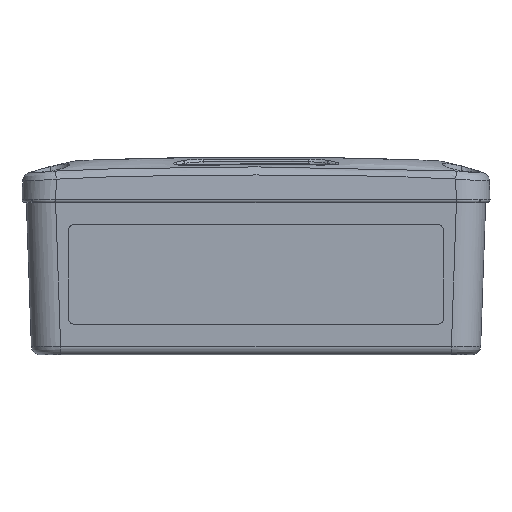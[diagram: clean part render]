
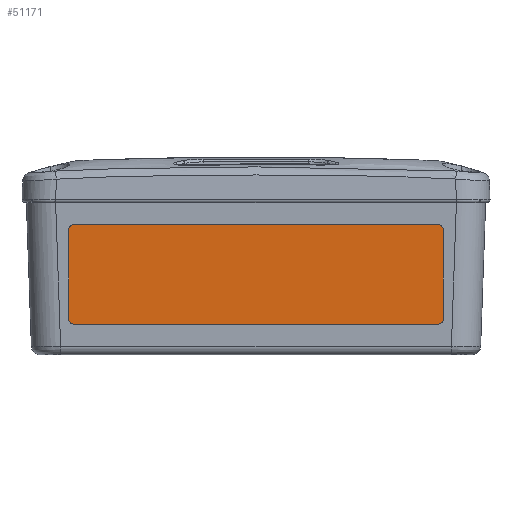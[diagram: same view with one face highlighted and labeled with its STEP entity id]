
A CAD part, left-side view. The second image highlights one B-rep face of the part: STEP entity #51171.
In plain terms, the highlighted planar face has unit normal (-0.999, 0, -0.035).
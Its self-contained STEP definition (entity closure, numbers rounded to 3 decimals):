
#88 = LINE ( 'NONE', #42134, #68593 ) ;
#349 = EDGE_CURVE ( 'NONE', #37240, #9429, #55653, .T. ) ;
#1639 = EDGE_CURVE ( 'NONE', #38145, #71360, #83810, .T. ) ;
#4351 = CARTESIAN_POINT ( 'NONE',  ( 0.183, 70.3, 6.223 ) ) ;
#5868 =( BOUNDED_CURVE ( )  B_SPLINE_CURVE ( 3, ( #76245, #62650, #75943, #56285 ),
 .UNSPECIFIED., .F., .T. ) 
 B_SPLINE_CURVE_WITH_KNOTS ( ( 4, 4 ),
 ( 3.927, 3.927 ),
 .UNSPECIFIED. ) 
 CURVE ( )  GEOMETRIC_REPRESENTATION_ITEM ( )  RATIONAL_B_SPLINE_CURVE ( ( 1., 1., 1., 1. ) ) 
 REPRESENTATION_ITEM ( '' )  );
#9429 = VERTEX_POINT ( 'NONE', #80444 ) ;
#9436 =( BOUNDED_CURVE ( )  B_SPLINE_CURVE ( 3, ( #53018, #53872, #47213, #20213 ),
 .UNSPECIFIED., .F., .F. ) 
 B_SPLINE_CURVE_WITH_KNOTS ( ( 4, 4 ),
 ( 2.82, 4.39 ),
 .UNSPECIFIED. ) 
 CURVE ( )  GEOMETRIC_REPRESENTATION_ITEM ( )  RATIONAL_B_SPLINE_CURVE ( ( 1., 0.805, 0.805, 1. ) ) 
 REPRESENTATION_ITEM ( '' )  );
#11137 = EDGE_CURVE ( 'NONE', #38145, #76314, #34219, .T. ) ;
#12165 = VERTEX_POINT ( 'NONE', #60029 ) ;
#12305 = CARTESIAN_POINT ( 'NONE',  ( 0.218, 7.3, 5.224 ) ) ;
#13352 = DIRECTION ( 'NONE',  ( -0.035, 0., 0.999 ) ) ;
#14076 = EDGE_CURVE ( 'NONE', #73453, #71360, #38404, .T. ) ;
#16576 = CARTESIAN_POINT ( 'NONE',  ( -0.376, 6.714, 22.224 ) ) ;
#17629 = EDGE_CURVE ( 'NONE', #85131, #73453, #5868, .T. ) ;
#20213 = CARTESIAN_POINT ( 'NONE',  ( -0.341, 70.3, 21.224 ) ) ;
#22110 = ORIENTED_EDGE ( 'NONE', *, *, #34902, .F. ) ;
#25259 = VERTEX_POINT ( 'NONE', #70328 ) ;
#26629 = ORIENTED_EDGE ( 'NONE', *, *, #1639, .F. ) ;
#27967 = DIRECTION ( 'NONE',  ( -0.035, 0., 0.999 ) ) ;
#28797 = DIRECTION ( 'NONE',  ( 0., -1., 0. ) ) ;
#29312 = ORIENTED_EDGE ( 'NONE', *, *, #42917, .F. ) ;
#29882 = CARTESIAN_POINT ( 'NONE',  ( 0.183, 70.3, 6.224 ) ) ;
#30255 = CARTESIAN_POINT ( 'NONE',  ( -0.376, 7.299, 22.224 ) ) ;
#30541 = CARTESIAN_POINT ( 'NONE',  ( -0.341, 6.3, 21.224 ) ) ;
#32146 = DIRECTION ( 'NONE',  ( 0., 1., 0. ) ) ;
#34137 =( BOUNDED_CURVE ( )  B_SPLINE_CURVE ( 3, ( #30541, #51092, #16576, #30255 ),
 .UNSPECIFIED., .F., .F. ) 
 B_SPLINE_CURVE_WITH_KNOTS ( ( 4, 4 ),
 ( 1.893, 3.463 ),
 .UNSPECIFIED. ) 
 CURVE ( )  GEOMETRIC_REPRESENTATION_ITEM ( )  RATIONAL_B_SPLINE_CURVE ( ( 1., 0.805, 0.805, 1. ) ) 
 REPRESENTATION_ITEM ( '' )  );
#34219 =( BOUNDED_CURVE ( )  B_SPLINE_CURVE ( 3, ( #74950, #81012, #41317, #34954 ),
 .UNSPECIFIED., .F., .F. ) 
 B_SPLINE_CURVE_WITH_KNOTS ( ( 4, 4 ),
 ( 0.786, 2.357 ),
 .UNSPECIFIED. ) 
 CURVE ( )  GEOMETRIC_REPRESENTATION_ITEM ( )  RATIONAL_B_SPLINE_CURVE ( ( 1., 0.805, 0.805, 1. ) ) 
 REPRESENTATION_ITEM ( '' )  );
#34395 = ORIENTED_EDGE ( 'NONE', *, *, #63985, .T. ) ;
#34642 = ORIENTED_EDGE ( 'NONE', *, *, #11137, .T. ) ;
#34902 = EDGE_CURVE ( 'NONE', #12165, #76314, #64654, .T. ) ;
#34954 = CARTESIAN_POINT ( 'NONE',  ( 0.183, 6.3, 6.224 ) ) ;
#36841 = CARTESIAN_POINT ( 'NONE',  ( 0.218, 69.885, 5.224 ) ) ;
#37240 = VERTEX_POINT ( 'NONE', #71974 ) ;
#38145 = VERTEX_POINT ( 'NONE', #12305 ) ;
#38228 = CARTESIAN_POINT ( 'NONE',  ( 0.183, 6.3, 6.224 ) ) ;
#38404 =( BOUNDED_CURVE ( )  B_SPLINE_CURVE ( 3, ( #4351, #57185, #36841, #57763 ),
 .UNSPECIFIED., .F., .F. ) 
 B_SPLINE_CURVE_WITH_KNOTS ( ( 4, 4 ),
 ( 3.927, 5.498 ),
 .UNSPECIFIED. ) 
 CURVE ( )  GEOMETRIC_REPRESENTATION_ITEM ( )  RATIONAL_B_SPLINE_CURVE ( ( 1., 0.805, 0.805, 1. ) ) 
 REPRESENTATION_ITEM ( '' )  );
#39407 = DIRECTION ( 'NONE',  ( -0.999, 0., -0.035 ) ) ;
#40692 = ORIENTED_EDGE ( 'NONE', *, *, #17629, .T. ) ;
#41317 = CARTESIAN_POINT ( 'NONE',  ( 0.203, 6.3, 5.638 ) ) ;
#41790 = CARTESIAN_POINT ( 'NONE',  ( -0.376, 70.3, 22.224 ) ) ;
#42134 = CARTESIAN_POINT ( 'NONE',  ( 0.183, 70.3, 6.224 ) ) ;
#42917 = EDGE_CURVE ( 'NONE', #85131, #25259, #88, .T. ) ;
#45299 = CARTESIAN_POINT ( 'NONE',  ( 0.218, 69.3, 5.224 ) ) ;
#46711 = CARTESIAN_POINT ( 'NONE',  ( 0.4, 76.6, 0.014 ) ) ;
#47213 = CARTESIAN_POINT ( 'NONE',  ( -0.361, 70.3, 21.81 ) ) ;
#48074 = ORIENTED_EDGE ( 'NONE', *, *, #52822, .T. ) ;
#51092 = CARTESIAN_POINT ( 'NONE',  ( -0.361, 6.3, 21.81 ) ) ;
#51171 = ADVANCED_FACE ( 'NONE', ( #60289 ), #65556, .T. ) ;
#52822 = EDGE_CURVE ( 'NONE', #37240, #25259, #9436, .T. ) ;
#53018 = CARTESIAN_POINT ( 'NONE',  ( -0.376, 69.301, 22.224 ) ) ;
#53872 = CARTESIAN_POINT ( 'NONE',  ( -0.376, 69.886, 22.224 ) ) ;
#55653 = LINE ( 'NONE', #41790, #60830 ) ;
#56285 = CARTESIAN_POINT ( 'NONE',  ( 0.183, 70.3, 6.223 ) ) ;
#56885 = CARTESIAN_POINT ( 'NONE',  ( 0.218, 70.3, 5.224 ) ) ;
#57185 = CARTESIAN_POINT ( 'NONE',  ( 0.203, 70.3, 5.638 ) ) ;
#57763 = CARTESIAN_POINT ( 'NONE',  ( 0.218, 69.3, 5.224 ) ) ;
#58252 = EDGE_LOOP ( 'NONE', ( #22110, #34395, #62677, #48074, #29312, #40692, #69217, #26629, #34642 ) ) ;
#60029 = CARTESIAN_POINT ( 'NONE',  ( -0.341, 6.3, 21.224 ) ) ;
#60289 = FACE_OUTER_BOUND ( 'NONE', #58252, .T. ) ;
#60830 = VECTOR ( 'NONE', #28797, 1000. ) ;
#62650 = CARTESIAN_POINT ( 'NONE',  ( 0.183, 70.3, 6.223 ) ) ;
#62677 = ORIENTED_EDGE ( 'NONE', *, *, #349, .F. ) ;
#63985 = EDGE_CURVE ( 'NONE', #12165, #9429, #34137, .T. ) ;
#64654 = LINE ( 'NONE', #85010, #66748 ) ;
#65556 = PLANE ( 'NONE',  #72979 ) ;
#66748 = VECTOR ( 'NONE', #78382, 1000. ) ;
#67174 = CARTESIAN_POINT ( 'NONE',  ( 0.183, 70.3, 6.223 ) ) ;
#68593 = VECTOR ( 'NONE', #27967, 1000. ) ;
#69217 = ORIENTED_EDGE ( 'NONE', *, *, #14076, .T. ) ;
#69312 = VECTOR ( 'NONE', #32146, 1000. ) ;
#70328 = CARTESIAN_POINT ( 'NONE',  ( -0.341, 70.3, 21.224 ) ) ;
#71360 = VERTEX_POINT ( 'NONE', #45299 ) ;
#71974 = CARTESIAN_POINT ( 'NONE',  ( -0.376, 69.301, 22.224 ) ) ;
#72979 = AXIS2_PLACEMENT_3D ( 'NONE', #46711, #39407, #13352 ) ;
#73453 = VERTEX_POINT ( 'NONE', #67174 ) ;
#74950 = CARTESIAN_POINT ( 'NONE',  ( 0.218, 7.3, 5.224 ) ) ;
#75943 = CARTESIAN_POINT ( 'NONE',  ( 0.183, 70.3, 6.223 ) ) ;
#76245 = CARTESIAN_POINT ( 'NONE',  ( 0.183, 70.3, 6.224 ) ) ;
#76314 = VERTEX_POINT ( 'NONE', #38228 ) ;
#78382 = DIRECTION ( 'NONE',  ( 0.035, 0., -0.999 ) ) ;
#80444 = CARTESIAN_POINT ( 'NONE',  ( -0.376, 7.299, 22.224 ) ) ;
#81012 = CARTESIAN_POINT ( 'NONE',  ( 0.218, 6.714, 5.224 ) ) ;
#83810 = LINE ( 'NONE', #56885, #69312 ) ;
#85010 = CARTESIAN_POINT ( 'NONE',  ( -0.341, 6.3, 21.224 ) ) ;
#85131 = VERTEX_POINT ( 'NONE', #29882 ) ;
